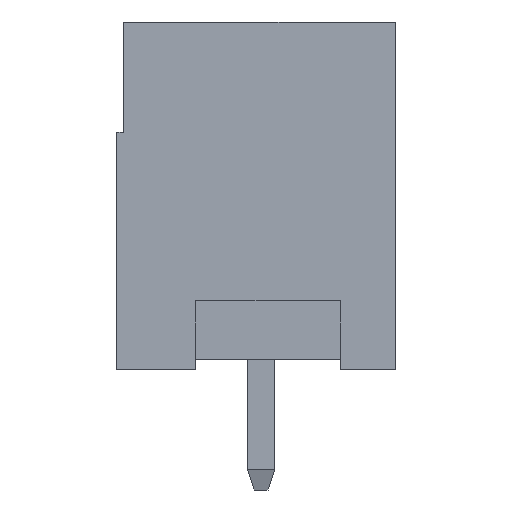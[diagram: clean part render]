
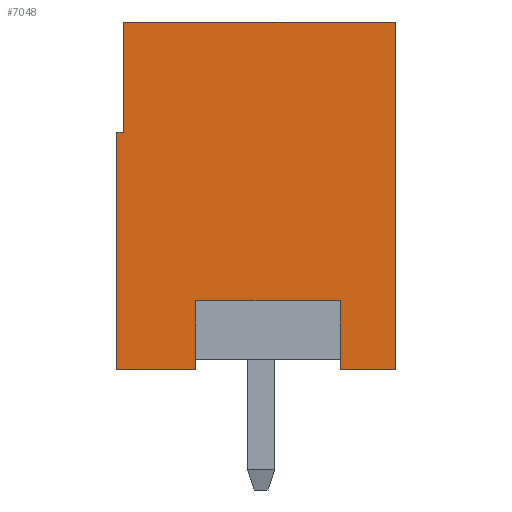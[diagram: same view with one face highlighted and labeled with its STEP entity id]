
A CAD part, left-side view. The second image highlights one B-rep face of the part: STEP entity #7048.
In plain terms, the highlighted planar face has unit normal (-1, 0, 0).
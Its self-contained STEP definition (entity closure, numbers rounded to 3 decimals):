
#714=ORIENTED_EDGE('',*,*,#2397,.T.);
#715=ORIENTED_EDGE('',*,*,#2685,.T.);
#716=ORIENTED_EDGE('',*,*,#2686,.T.);
#717=ORIENTED_EDGE('',*,*,#2687,.T.);
#718=ORIENTED_EDGE('',*,*,#2682,.T.);
#719=ORIENTED_EDGE('',*,*,#2190,.T.);
#720=ORIENTED_EDGE('',*,*,#2243,.T.);
#721=ORIENTED_EDGE('',*,*,#2688,.F.);
#722=ORIENTED_EDGE('',*,*,#2689,.F.);
#723=ORIENTED_EDGE('',*,*,#2690,.T.);
#2190=EDGE_CURVE('',#3204,#3203,#3879,.T.);
#2243=EDGE_CURVE('',#3203,#3251,#3932,.T.);
#2397=EDGE_CURVE('',#3399,#3397,#4086,.T.);
#2682=EDGE_CURVE('',#3644,#3204,#4350,.T.);
#2685=EDGE_CURVE('',#3397,#3646,#4353,.T.);
#2686=EDGE_CURVE('',#3646,#3647,#4354,.T.);
#2687=EDGE_CURVE('',#3647,#3644,#4355,.T.);
#2688=EDGE_CURVE('',#3648,#3251,#4356,.T.);
#2689=EDGE_CURVE('',#3649,#3648,#4357,.T.);
#2690=EDGE_CURVE('',#3649,#3399,#4358,.T.);
#3203=VERTEX_POINT('',#9712);
#3204=VERTEX_POINT('',#9714);
#3251=VERTEX_POINT('',#9816);
#3397=VERTEX_POINT('',#10139);
#3399=VERTEX_POINT('',#10142);
#3644=VERTEX_POINT('',#10722);
#3646=VERTEX_POINT('',#10728);
#3647=VERTEX_POINT('',#10730);
#3648=VERTEX_POINT('',#10733);
#3649=VERTEX_POINT('',#10735);
#3879=LINE('',#9713,#4860);
#3932=LINE('',#9818,#4913);
#4086=LINE('',#10141,#5067);
#4350=LINE('',#10721,#5331);
#4353=LINE('',#10727,#5334);
#4354=LINE('',#10729,#5335);
#4355=LINE('',#10731,#5336);
#4356=LINE('',#10732,#5337);
#4357=LINE('',#10734,#5338);
#4358=LINE('',#10736,#5339);
#4860=VECTOR('',#7853,1000.);
#4913=VECTOR('',#7912,1000.);
#5067=VECTOR('',#8112,1000.);
#5331=VECTOR('',#8518,1000.);
#5334=VECTOR('',#8523,1000.);
#5335=VECTOR('',#8524,1000.);
#5336=VECTOR('',#8525,1000.);
#5337=VECTOR('',#8526,1000.);
#5338=VECTOR('',#8527,1000.);
#5339=VECTOR('',#8528,1000.);
#5891=EDGE_LOOP('',(#714,#715,#716,#717,#718,#719,#720,#721,#722,#723));
#6302=FACE_BOUND('',#5891,.T.);
#6688=PLANE('',#7468);
#7048=ADVANCED_FACE('',(#6302),#6688,.T.);
#7468=AXIS2_PLACEMENT_3D('',#10726,#8521,#8522);
#7853=DIRECTION('',(0.,0.,1.));
#7912=DIRECTION('',(0.,1.,0.));
#8112=DIRECTION('',(0.,-1.,0.));
#8518=DIRECTION('',(0.,-1.,0.));
#8521=DIRECTION('',(-1.,0.,0.));
#8522=DIRECTION('',(0.,0.,1.));
#8523=DIRECTION('',(0.,0.,1.));
#8524=DIRECTION('',(0.,-1.,0.));
#8525=DIRECTION('',(0.,0.,-1.));
#8526=DIRECTION('',(0.,0.,1.));
#8527=DIRECTION('',(0.,-1.,0.));
#8528=DIRECTION('',(0.,0.,-1.));
#9712=CARTESIAN_POINT('',(-8.5,-4.05,5.05));
#9713=CARTESIAN_POINT('',(-8.5,-4.05,-5.05));
#9714=CARTESIAN_POINT('',(-8.5,-4.05,-5.05));
#9816=CARTESIAN_POINT('',(-8.5,3.85,5.05));
#9818=CARTESIAN_POINT('',(-8.5,-4.05,5.05));
#10139=CARTESIAN_POINT('',(-8.5,1.75,-5.05));
#10141=CARTESIAN_POINT('',(-8.5,4.05,-5.05));
#10142=CARTESIAN_POINT('',(-8.5,4.05,-5.05));
#10721=CARTESIAN_POINT('',(-8.5,4.05,-5.05));
#10722=CARTESIAN_POINT('',(-8.5,-2.45,-5.05));
#10726=CARTESIAN_POINT('',(-8.5,0.,0.));
#10727=CARTESIAN_POINT('',(-8.5,1.75,-5.05));
#10728=CARTESIAN_POINT('',(-8.5,1.75,-3.05));
#10729=CARTESIAN_POINT('',(-8.5,1.75,-3.05));
#10730=CARTESIAN_POINT('',(-8.5,-2.45,-3.05));
#10731=CARTESIAN_POINT('',(-8.5,-2.45,-3.05));
#10732=CARTESIAN_POINT('',(-8.5,3.85,0.));
#10733=CARTESIAN_POINT('',(-8.5,3.85,1.85));
#10734=CARTESIAN_POINT('',(-8.5,0.,1.85));
#10735=CARTESIAN_POINT('',(-8.5,4.05,1.85));
#10736=CARTESIAN_POINT('',(-8.5,4.05,5.05));
